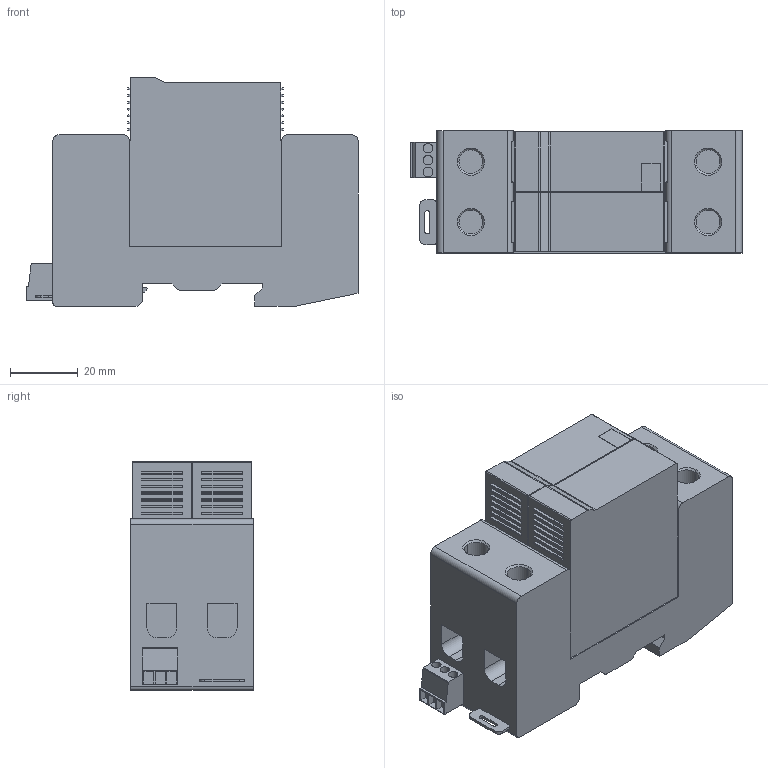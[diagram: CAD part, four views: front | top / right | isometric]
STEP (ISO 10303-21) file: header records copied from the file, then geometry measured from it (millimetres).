
FILE_DESCRIPTION(('Creo Elements/Direct Modeling STEP Export'),'2;1');
FILE_NAME('16004_2_CP_VH_40-2.stp','2013-10-30T 9:19:26',(''),(''),'Creo Elements/Direct Modeling STEP processor for AP214 (Solid Model)','Creo Elements/Direct Modeling 18.1A 09-Jun-2012 (C) Parametric Technology GmbH','');
FILE_SCHEMA(('AUTOMOTIVE_DESIGN { 1 0 10303 214 1 1 1 1 }'));
Length unit declared in the file: millimetre
Products named in the file (1): CP_VH_40-2
Bounding box: 97.95 x 36 x 67.4 mm (x, y, z)
Volume: 172083.2 mm3; surface area: 28266 mm2
Topology: 1 solids, 1 shells, 307 faces, 759 edges, 503 vertices
Faces by surface type: plane 258, cylinder 41, cone 8
Entity records: 8714 total; most frequent: ORIENTED_EDGE 1518, CARTESIAN_POINT 1510, DIRECTION 1362, EDGE_CURVE 759, VECTOR 652, LINE 652, VERTEX_POINT 503, EDGE_LOOP 358
